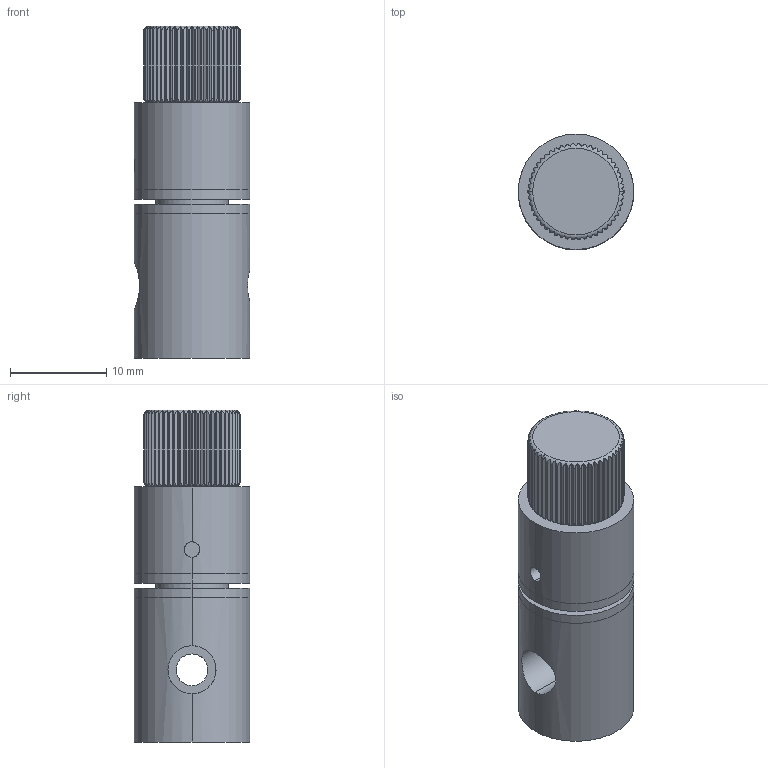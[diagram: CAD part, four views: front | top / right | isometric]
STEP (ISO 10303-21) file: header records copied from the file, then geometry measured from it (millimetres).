
FILE_DESCRIPTION (( 'STEP AP203' ), '1' );
FILE_NAME ('04NDH-0.5M.STEP', '2016-03-15T08:11:12', ( '' ), ( '' ), 'SwSTEP 2.0', 'SolidWorks 2016', '' );
FILE_SCHEMA (( 'CONFIG_CONTROL_DESIGN' ));
Length unit declared in the file: millimetre
Products named in the file (1): 04NDH-0.5M
Bounding box: 12 x 12 x 34.5 mm (x, y, z)
Volume: 3347.7 mm3; surface area: 2887.5 mm2
Topology: 5 solids, 5 shells, 267 faces, 757 edges, 499 vertices
Faces by surface type: cylinder 142, plane 117, cone 4, torus 4
Entity records: 11089 total; most frequent: CARTESIAN_POINT 4582, ORIENTED_EDGE 1510, DIRECTION 1120, EDGE_CURVE 755, VERTEX_POINT 499, AXIS2_PLACEMENT_3D 431, B_SPLINE_CURVE_WITH_KNOTS 334, EDGE_LOOP 278
